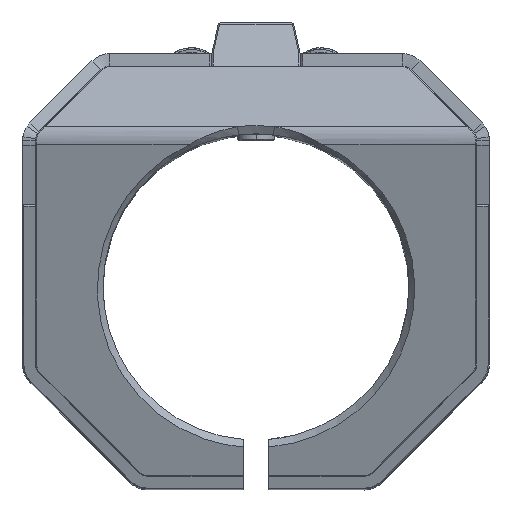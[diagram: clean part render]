
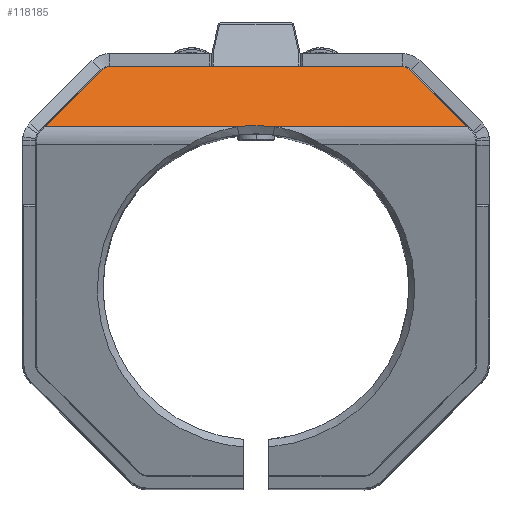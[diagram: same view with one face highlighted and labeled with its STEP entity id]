
A CAD part, top view. The second image highlights one B-rep face of the part: STEP entity #118185.
In plain terms, the highlighted planar face has unit normal (0, 0.414, 0.91).
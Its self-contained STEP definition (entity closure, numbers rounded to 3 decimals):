
#323 = CARTESIAN_POINT ( 'NONE',  ( -106.526, 95.061, 181.13 ) ) ;
#3230 = DIRECTION ( 'NONE',  ( -0.673, 0.673, -0.306 ) ) ;
#4769 = CARTESIAN_POINT ( 'NONE',  ( -44.815, 104.549, 176.817 ) ) ;
#4892 = CARTESIAN_POINT ( 'NONE',  ( -18.631, 95.061, 181.13 ) ) ;
#4961 = EDGE_CURVE ( 'NONE', #5514, #118931, #80327, .T. ) ;
#5514 = VERTEX_POINT ( 'NONE', #4892 ) ;
#7757 = CARTESIAN_POINT ( 'NONE',  ( -106.526, 118.981, 170.257 ) ) ;
#9715 = ORIENTED_EDGE ( 'NONE', *, *, #23323, .F. ) ;
#13635 = VERTEX_POINT ( 'NONE', #83558 ) ;
#14369 = CARTESIAN_POINT ( 'NONE',  ( -44.933, 104.537, 176.822 ) ) ;
#14661 = B_SPLINE_CURVE_WITH_KNOTS ( 'NONE', 3,
 ( #123912, #66198, #75897, #18260, #85559, #27945, #95297, #37604, #104948, #47256 ),
 .UNSPECIFIED., .F., .F.,
 ( 4, 2, 2, 2, 4 ),
 ( 0., 0., 0.001, 0.001, 0.001 ),
 .UNSPECIFIED. ) ;
#16705 = EDGE_CURVE ( 'NONE', #43711, #92716, #49962, .T. ) ;
#17349 = DIRECTION ( 'NONE',  ( 0., 0.414, 0.91 ) ) ;
#18260 = CARTESIAN_POINT ( 'NONE',  ( 2.548, 104.311, 176.925 ) ) ;
#21411 = CARTESIAN_POINT ( 'NONE',  ( -24.421, 95.061, 181.13 ) ) ;
#21749 = LINE ( 'NONE', #119747, #121180 ) ;
#21853 = CARTESIAN_POINT ( 'NONE',  ( -18.631, 95.061, 181.13 ) ) ;
#22114 = EDGE_CURVE ( 'NONE', #92716, #13635, #70956, .T. ) ;
#23323 = EDGE_CURVE ( 'NONE', #52756, #5514, #21749, .T. ) ;
#23432 = DIRECTION ( 'NONE',  ( -1., 0., 0. ) ) ;
#24037 = CARTESIAN_POINT ( 'NONE',  ( -45.278, 104.457, 176.859 ) ) ;
#24352 = VECTOR ( 'NONE', #23432, 1000. ) ;
#26960 = VERTEX_POINT ( 'NONE', #99592 ) ;
#27845 = CARTESIAN_POINT ( 'NONE',  ( 1.646, 104.549, 176.817 ) ) ;
#27945 = CARTESIAN_POINT ( 'NONE',  ( 2.226, 104.457, 176.859 ) ) ;
#29450 = CARTESIAN_POINT ( 'NONE',  ( 11.879, 95.061, 181.13 ) ) ;
#31538 = CARTESIAN_POINT ( 'NONE',  ( -22.495, 95.228, 181.054 ) ) ;
#33318 = EDGE_CURVE ( 'NONE', #26960, #43711, #14661, .T. ) ;
#33714 = CARTESIAN_POINT ( 'NONE',  ( -45.6, 104.311, 176.925 ) ) ;
#35203 = ORIENTED_EDGE ( 'NONE', *, *, #4961, .F. ) ;
#35845 = EDGE_CURVE ( 'NONE', #46823, #118931, #47663, .T. ) ;
#36033 = EDGE_CURVE ( 'NONE', #52756, #26960, #106386, .T. ) ;
#36391 = AXIS2_PLACEMENT_3D ( 'NONE', #7757, #17349, #84658 ) ;
#37604 = CARTESIAN_POINT ( 'NONE',  ( 1.881, 104.537, 176.822 ) ) ;
#39238 = ORIENTED_EDGE ( 'NONE', *, *, #22114, .T. ) ;
#40017 = ORIENTED_EDGE ( 'NONE', *, *, #33318, .T. ) ;
#41158 = CARTESIAN_POINT ( 'NONE',  ( -24.421, 95.061, 181.13 ) ) ;
#43355 = CARTESIAN_POINT ( 'NONE',  ( -45.887, 104.105, 177.019 ) ) ;
#43711 = VERTEX_POINT ( 'NONE', #27845 ) ;
#46823 = VERTEX_POINT ( 'NONE', #97460 ) ;
#47256 = CARTESIAN_POINT ( 'NONE',  ( 1.646, 104.549, 176.817 ) ) ;
#47663 = LINE ( 'NONE', #323, #118478 ) ;
#49962 = LINE ( 'NONE', #61723, #24352 ) ;
#52082 = FACE_OUTER_BOUND ( 'NONE', #53147, .T. ) ;
#52170 = VECTOR ( 'NONE', #3230, 1000. ) ;
#52756 = VERTEX_POINT ( 'NONE', #29450 ) ;
#53147 = EDGE_LOOP ( 'NONE', ( #39238, #73581, #92958, #35203, #9715, #117647, #40017, #54598 ) ) ;
#53696 = VECTOR ( 'NONE', #84546, 1000. ) ;
#54598 = ORIENTED_EDGE ( 'NONE', *, *, #16705, .T. ) ;
#61723 = CARTESIAN_POINT ( 'NONE',  ( -106.526, 104.549, 176.817 ) ) ;
#65183 = CARTESIAN_POINT ( 'NONE',  ( -45.97, 104.021, 177.057 ) ) ;
#65295 = PLANE ( 'NONE',  #36391 ) ;
#66198 = CARTESIAN_POINT ( 'NONE',  ( 2.835, 104.105, 177.019 ) ) ;
#70956 = B_SPLINE_CURVE_WITH_KNOTS ( 'NONE', 3,
 ( #110337, #4769, #14369, #81666, #24037, #91358, #33714, #101101, #43355, #110755 ),
 .UNSPECIFIED., .F., .F.,
 ( 4, 2, 2, 2, 4 ),
 ( 0., 0., 0.001, 0.001, 0.001 ),
 .UNSPECIFIED. ) ;
#71750 = DIRECTION ( 'NONE',  ( -1., 0., 0. ) ) ;
#73581 = ORIENTED_EDGE ( 'NONE', *, *, #76238, .T. ) ;
#75897 = CARTESIAN_POINT ( 'NONE',  ( 2.743, 104.18, 176.985 ) ) ;
#76238 = EDGE_CURVE ( 'NONE', #13635, #46823, #104899, .T. ) ;
#79481 = CARTESIAN_POINT ( 'NONE',  ( -19.592, 95.172, 181.079 ) ) ;
#80327 = B_SPLINE_CURVE_WITH_KNOTS ( 'NONE', 3,
 ( #21853, #79481, #89161, #31538, #98889, #41158 ),
 .UNSPECIFIED., .F., .F.,
 ( 4, 2, 4 ),
 ( 0., 0.003, 0.006 ),
 .UNSPECIFIED. ) ;
#80522 = CARTESIAN_POINT ( 'NONE',  ( 11.879, 95.061, 181.13 ) ) ;
#81666 = CARTESIAN_POINT ( 'NONE',  ( -45.164, 104.491, 176.843 ) ) ;
#83558 = CARTESIAN_POINT ( 'NONE',  ( -45.97, 104.021, 177.057 ) ) ;
#84546 = DIRECTION ( 'NONE',  ( -0.673, -0.673, 0.306 ) ) ;
#84658 = DIRECTION ( 'NONE',  ( 0., -0.91, 0.414 ) ) ;
#85559 = CARTESIAN_POINT ( 'NONE',  ( 2.443, 104.367, 176.9 ) ) ;
#89161 = CARTESIAN_POINT ( 'NONE',  ( -20.559, 95.228, 181.054 ) ) ;
#91358 = CARTESIAN_POINT ( 'NONE',  ( -45.495, 104.367, 176.9 ) ) ;
#92716 = VERTEX_POINT ( 'NONE', #99953 ) ;
#92958 = ORIENTED_EDGE ( 'NONE', *, *, #35845, .T. ) ;
#95297 = CARTESIAN_POINT ( 'NONE',  ( 2.112, 104.491, 176.843 ) ) ;
#96638 = DIRECTION ( 'NONE',  ( 1., 0., 0. ) ) ;
#97460 = CARTESIAN_POINT ( 'NONE',  ( -54.931, 95.061, 181.13 ) ) ;
#98889 = CARTESIAN_POINT ( 'NONE',  ( -23.461, 95.172, 181.079 ) ) ;
#99592 = CARTESIAN_POINT ( 'NONE',  ( 2.918, 104.021, 177.057 ) ) ;
#99953 = CARTESIAN_POINT ( 'NONE',  ( -44.698, 104.549, 176.817 ) ) ;
#101101 = CARTESIAN_POINT ( 'NONE',  ( -45.796, 104.18, 176.985 ) ) ;
#104899 = LINE ( 'NONE', #65183, #53696 ) ;
#104948 = CARTESIAN_POINT ( 'NONE',  ( 1.763, 104.549, 176.817 ) ) ;
#106386 = LINE ( 'NONE', #80522, #52170 ) ;
#110337 = CARTESIAN_POINT ( 'NONE',  ( -44.698, 104.549, 176.817 ) ) ;
#110755 = CARTESIAN_POINT ( 'NONE',  ( -45.97, 104.021, 177.057 ) ) ;
#117647 = ORIENTED_EDGE ( 'NONE', *, *, #36033, .T. ) ;
#118185 = ADVANCED_FACE ( 'NONE', ( #52082 ), #65295, .T. ) ;
#118478 = VECTOR ( 'NONE', #96638, 1000. ) ;
#118931 = VERTEX_POINT ( 'NONE', #21411 ) ;
#119747 = CARTESIAN_POINT ( 'NONE',  ( -106.526, 95.061, 181.13 ) ) ;
#121180 = VECTOR ( 'NONE', #71750, 1000. ) ;
#123912 = CARTESIAN_POINT ( 'NONE',  ( 2.918, 104.021, 177.057 ) ) ;
